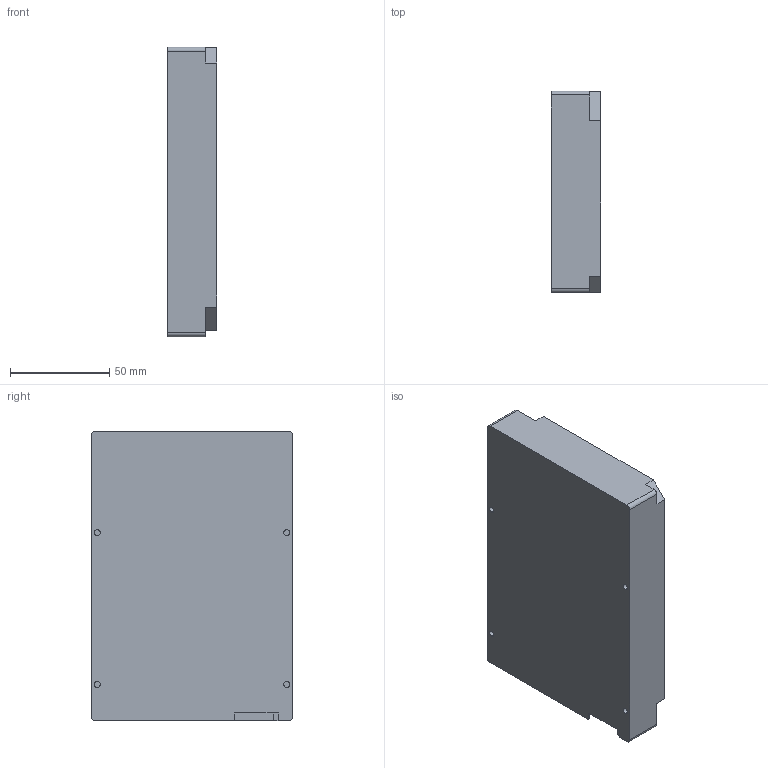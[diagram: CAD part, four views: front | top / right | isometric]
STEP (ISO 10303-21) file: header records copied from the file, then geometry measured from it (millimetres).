
FILE_DESCRIPTION (( 'STEP AP214' ), '1' );
FILE_NAME ('5.25 inch hard disk.STEP', '2024-07-08T18:44:29', ( '' ), ( '' ), 'SwSTEP 2.0', 'SolidWorks 2015', '' );
FILE_SCHEMA (( 'AUTOMOTIVE_DESIGN' ));
Length unit declared in the file: millimetre
Products named in the file (1): 5.25 inch hard disk
Bounding box: 25 x 101.5 x 145.9 mm (x, y, z)
Volume: 365748 mm3; surface area: 42187 mm2
Topology: 1 solids, 1 shells, 50 faces, 126 edges, 84 vertices
Faces by surface type: plane 38, cylinder 12
Entity records: 1539 total; most frequent: CARTESIAN_POINT 261, DIRECTION 252, ORIENTED_EDGE 252, EDGE_CURVE 126, VECTOR 102, LINE 102, VERTEX_POINT 84, AXIS2_PLACEMENT_3D 75
